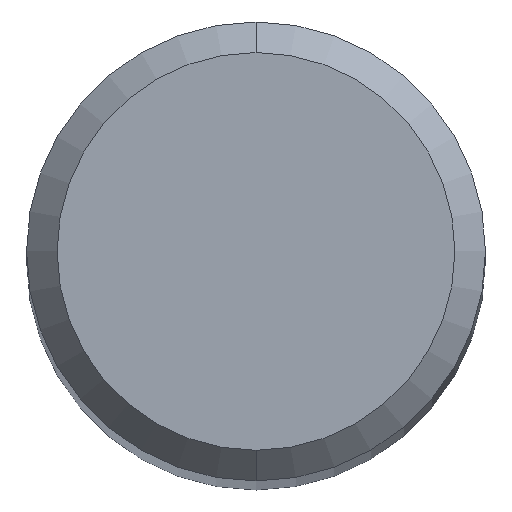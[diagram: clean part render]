
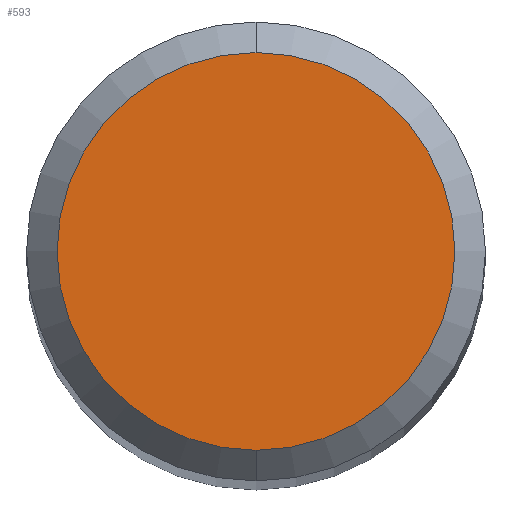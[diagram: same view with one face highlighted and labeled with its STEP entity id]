
A CAD part, top view. The second image highlights one B-rep face of the part: STEP entity #593.
In plain terms, the highlighted planar face has unit normal (0, 0, 1).
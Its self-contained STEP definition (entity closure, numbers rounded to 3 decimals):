
#325=EDGE_CURVE('',#767,#615,#863,.T.);
#503=EDGE_CURVE('',#615,#767,#1059,.T.);
#593=ADVANCED_FACE('',(#1159),#1160,.T.);
#615=VERTEX_POINT('',#1182);
#767=VERTEX_POINT('',#1346);
#863=CIRCLE('',#1676,2.6);
#1059=CIRCLE('',#2533,2.6);
#1159=FACE_OUTER_BOUND('',#3026,.T.);
#1160=PLANE('',#3027);
#1182=CARTESIAN_POINT('',(0.0,2.6,0.0));
#1346=CARTESIAN_POINT('',(0.,-2.6,0.0));
#1676=AXIS2_PLACEMENT_3D('',#3928,#3929,#3930);
#2533=AXIS2_PLACEMENT_3D('',#4192,#4193,#4194);
#3026=EDGE_LOOP('',(#4311,#4312));
#3027=AXIS2_PLACEMENT_3D('',#4313,#4314,#4315);
#3928=CARTESIAN_POINT('',(0.0,0.0,0.0));
#3929=DIRECTION('',(0.0,0.0,-1.0));
#3930=DIRECTION('',(0.0,1.0,0.0));
#4192=CARTESIAN_POINT('',(0.0,0.0,0.0));
#4193=DIRECTION('',(0.0,0.0,-1.0));
#4194=DIRECTION('',(0.0,1.0,0.0));
#4311=ORIENTED_EDGE('',*,*,#503,.F.);
#4312=ORIENTED_EDGE('',*,*,#325,.F.);
#4313=CARTESIAN_POINT('',(0.0,1.3,0.0));
#4314=DIRECTION('',(-0.0,0.0,1.0));
#4315=DIRECTION('',(0.0,-1.0,0.0));
